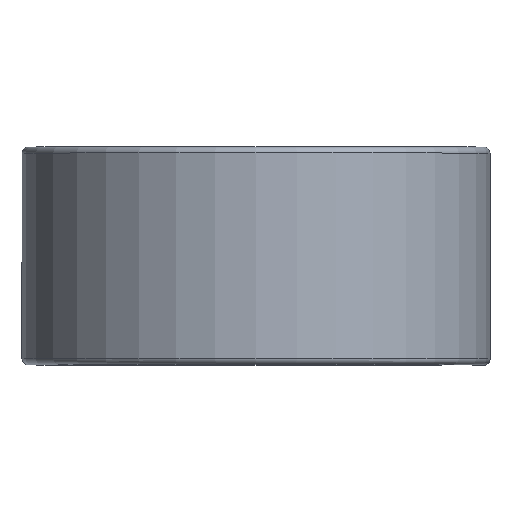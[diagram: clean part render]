
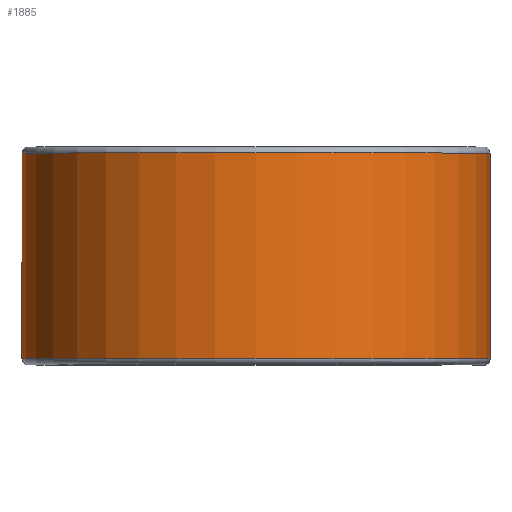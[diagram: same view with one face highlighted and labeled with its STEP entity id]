
A CAD part, top view. The second image highlights one B-rep face of the part: STEP entity #1885.
In plain terms, the highlighted cylindrical face has radius 28.994 mm (diameter 57.988 mm), a partial arc.
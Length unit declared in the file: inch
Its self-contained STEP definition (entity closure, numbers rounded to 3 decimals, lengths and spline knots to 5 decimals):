
#56 = CIRCLE ( 'NONE', #1117, 1.1415 ) ;
#76 = DIRECTION ( 'NONE',  ( 0., -1., 0. ) ) ;
#89 = DIRECTION ( 'NONE',  ( 0., -1., 0. ) ) ;
#151 = EDGE_CURVE ( 'NONE', #2462, #732, #56, .T. ) ;
#240 = CARTESIAN_POINT ( 'NONE',  ( 0., 0.50125, -1.1415 ) ) ;
#247 = DIRECTION ( 'NONE',  ( 0., 1., 0. ) ) ;
#338 = EDGE_LOOP ( 'NONE', ( #2444, #402, #984, #1227 ) ) ;
#402 = ORIENTED_EDGE ( 'NONE', *, *, #449, .T. ) ;
#449 = EDGE_CURVE ( 'NONE', #2384, #878, #1431, .T. ) ;
#578 = AXIS2_PLACEMENT_3D ( 'NONE', #1960, #1189, #826 ) ;
#696 = DIRECTION ( 'NONE',  ( 0., 1., 0. ) ) ;
#714 = CARTESIAN_POINT ( 'NONE',  ( 0., -0.50125, -1.1415 ) ) ;
#732 = VERTEX_POINT ( 'NONE', #714 ) ;
#826 = DIRECTION ( 'NONE',  ( 0., 0., -1. ) ) ;
#878 = VERTEX_POINT ( 'NONE', #240 ) ;
#984 = ORIENTED_EDGE ( 'NONE', *, *, #1182, .F. ) ;
#1117 = AXIS2_PLACEMENT_3D ( 'NONE', #1235, #89, #1434 ) ;
#1182 = EDGE_CURVE ( 'NONE', #732, #878, #1983, .T. ) ;
#1189 = DIRECTION ( 'NONE',  ( 0., -1., 0. ) ) ;
#1206 = LINE ( 'NONE', #2141, #1422 ) ;
#1225 = CARTESIAN_POINT ( 'NONE',  ( 0., 0.50125, 0. ) ) ;
#1227 = ORIENTED_EDGE ( 'NONE', *, *, #151, .F. ) ;
#1235 = CARTESIAN_POINT ( 'NONE',  ( 0., -0.50125, 0. ) ) ;
#1322 = CARTESIAN_POINT ( 'NONE',  ( 1.1415, 0.50125, 0. ) ) ;
#1418 = DIRECTION ( 'NONE',  ( 0., 0., -1. ) ) ;
#1422 = VECTOR ( 'NONE', #247, 39.37008 ) ;
#1431 = CIRCLE ( 'NONE', #1800, 1.1415 ) ;
#1434 = DIRECTION ( 'NONE',  ( 0., 0., -1. ) ) ;
#1491 = VECTOR ( 'NONE', #696, 39.37008 ) ;
#1800 = AXIS2_PLACEMENT_3D ( 'NONE', #1225, #76, #1418 ) ;
#1885 = ADVANCED_FACE ( 'NONE', ( #2152 ), #2429, .T. ) ;
#1914 = EDGE_CURVE ( 'NONE', #2462, #2384, #1206, .T. ) ;
#1960 = CARTESIAN_POINT ( 'NONE',  ( 0., 0.5, 0. ) ) ;
#1983 = LINE ( 'NONE', #2406, #1491 ) ;
#2141 = CARTESIAN_POINT ( 'NONE',  ( 1.1415, 0.50125, 0. ) ) ;
#2152 = FACE_OUTER_BOUND ( 'NONE', #338, .T. ) ;
#2274 = CARTESIAN_POINT ( 'NONE',  ( 1.1415, -0.50125, 0. ) ) ;
#2384 = VERTEX_POINT ( 'NONE', #1322 ) ;
#2406 = CARTESIAN_POINT ( 'NONE',  ( 0., 0.50125, -1.1415 ) ) ;
#2429 = CYLINDRICAL_SURFACE ( 'NONE', #578, 1.1415 ) ;
#2444 = ORIENTED_EDGE ( 'NONE', *, *, #1914, .T. ) ;
#2462 = VERTEX_POINT ( 'NONE', #2274 ) ;
